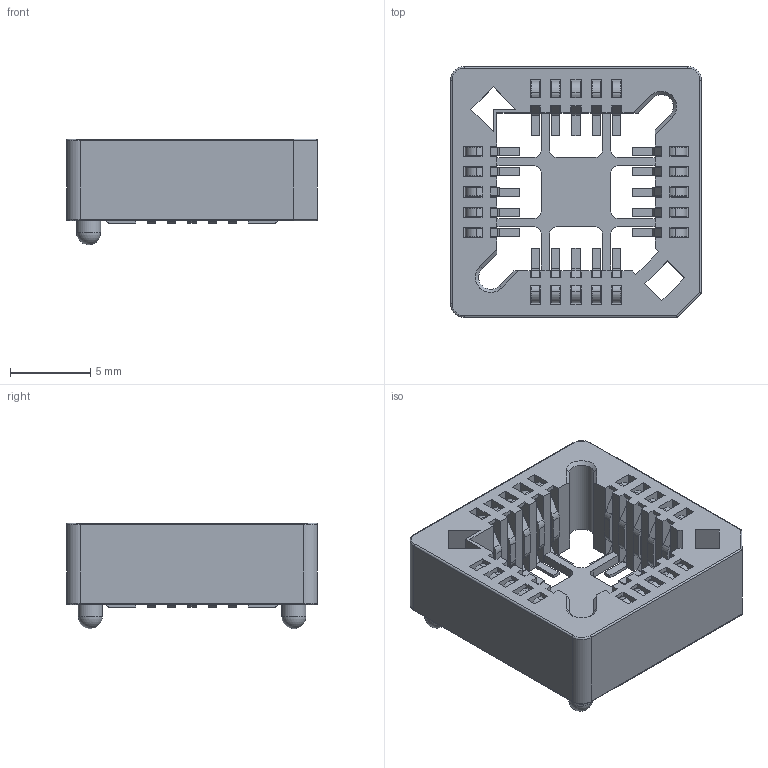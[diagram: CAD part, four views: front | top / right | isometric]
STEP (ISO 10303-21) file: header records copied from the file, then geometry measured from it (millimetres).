
FILE_DESCRIPTION(/* description */ ('Unknown'),/* implementation_level */ '2;1');
FILE_NAME(/* name */ 'SMPX-20LCC-N',/* time_stamp */ '2024-02-06T09:43:42+02:00',/* author */ ('Unknown'),/* organization */ ('Unknown'),/* preprocessor_version */ 'ST-DEVELOPER v18.102',/* originating_system */ 'Solid Edge',/* authorisation */ 'Unknown');
FILE_SCHEMA (('AUTOMOTIVE_DESIGN {1 0 10303 214 3 1 1}'));
Length unit declared in the file: millimetre
Products named in the file (1): SMPX-20LCC-N
Bounding box: 15.65 x 15.65 x 6.58 mm (x, y, z)
Volume: 608.2 mm3; surface area: 1810.7 mm2
Topology: 21 solids, 21 shells, 1111 faces, 3267 edges, 2171 vertices
Faces by surface type: plane 712, cylinder 389, torus 6, sphere 2, cone 2
Full cylindrical faces by diameter (mm): 1.5 x2
Entity records: 37119 total; most frequent: CARTESIAN_POINT 6540, ORIENTED_EDGE 6520, DIRECTION 6266, EDGE_CURVE 3260, LINE 2478, VECTOR 2478, VERTEX_POINT 2168, AXIS2_PLACEMENT_3D 1894
